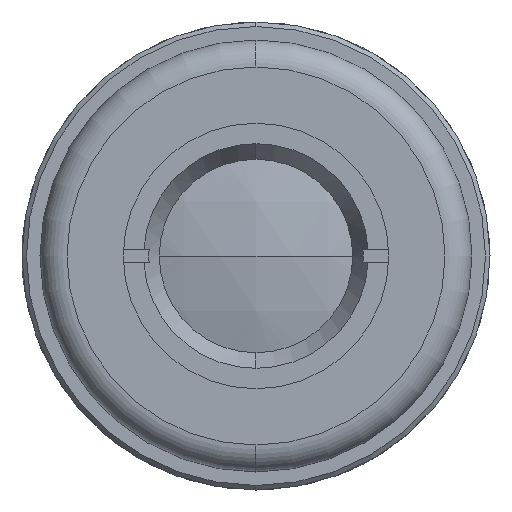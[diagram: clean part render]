
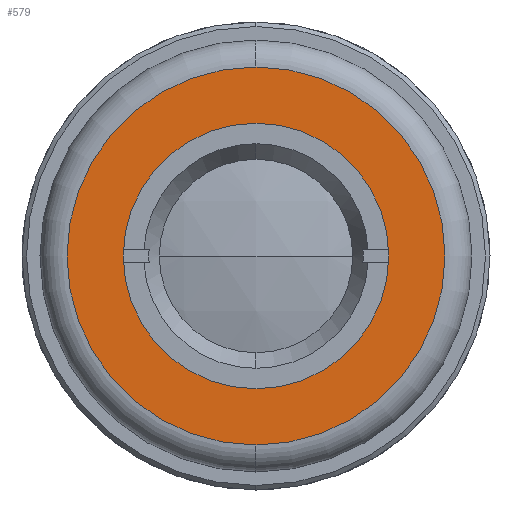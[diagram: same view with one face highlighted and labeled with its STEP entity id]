
A CAD part, left-side view. The second image highlights one B-rep face of the part: STEP entity #579.
In plain terms, the highlighted planar face has unit normal (-1, 0, 0).
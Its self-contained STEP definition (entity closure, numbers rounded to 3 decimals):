
#65 = CIRCLE ( 'NONE', #3104, 21. ) ;
#130 = DIRECTION ( 'NONE',  ( 0., 0., -1. ) ) ;
#162 = AXIS2_PLACEMENT_3D ( 'NONE', #865, #1831, #634 ) ;
#199 = VERTEX_POINT ( 'NONE', #3017 ) ;
#243 = DIRECTION ( 'NONE',  ( -1., 0., 0. ) ) ;
#246 = AXIS2_PLACEMENT_3D ( 'NONE', #2699, #732, #296 ) ;
#296 = DIRECTION ( 'NONE',  ( 0., 0., -1. ) ) ;
#316 = CIRCLE ( 'NONE', #369, 14.75 ) ;
#369 = AXIS2_PLACEMENT_3D ( 'NONE', #2423, #243, #2185 ) ;
#497 = EDGE_CURVE ( 'NONE', #199, #1438, #2380, .T. ) ;
#579 = ADVANCED_FACE ( 'NONE', ( #2304, #2272 ), #2763, .F. ) ;
#592 = DIRECTION ( 'NONE',  ( 1., 0., 0. ) ) ;
#634 = DIRECTION ( 'NONE',  ( 0., 0., 1. ) ) ;
#652 = CARTESIAN_POINT ( 'NONE',  ( -33.9, 0., -21. ) ) ;
#732 = DIRECTION ( 'NONE',  ( -1., 0., 0. ) ) ;
#753 = CARTESIAN_POINT ( 'NONE',  ( -33.9, 0., -14.75 ) ) ;
#841 = ORIENTED_EDGE ( 'NONE', *, *, #1779, .F. ) ;
#865 = CARTESIAN_POINT ( 'NONE',  ( -33.9, 0., 0. ) ) ;
#1100 = CARTESIAN_POINT ( 'NONE',  ( -33.9, 24., 0. ) ) ;
#1246 = ORIENTED_EDGE ( 'NONE', *, *, #1933, .T. ) ;
#1353 = VERTEX_POINT ( 'NONE', #1612 ) ;
#1438 = VERTEX_POINT ( 'NONE', #652 ) ;
#1612 = CARTESIAN_POINT ( 'NONE',  ( -33.9, 0., 14.75 ) ) ;
#1735 = DIRECTION ( 'NONE',  ( 0., 0., -1. ) ) ;
#1752 = DIRECTION ( 'NONE',  ( -1., 0., 0. ) ) ;
#1779 = EDGE_CURVE ( 'NONE', #1353, #1899, #2440, .T. ) ;
#1782 = ORIENTED_EDGE ( 'NONE', *, *, #497, .T. ) ;
#1831 = DIRECTION ( 'NONE',  ( -1., 0., 0. ) ) ;
#1880 = AXIS2_PLACEMENT_3D ( 'NONE', #1100, #592, #130 ) ;
#1899 = VERTEX_POINT ( 'NONE', #753 ) ;
#1933 = EDGE_CURVE ( 'NONE', #1438, #199, #65, .T. ) ;
#1996 = EDGE_LOOP ( 'NONE', ( #1246, #1782 ) ) ;
#1997 = CARTESIAN_POINT ( 'NONE',  ( -33.9, 0., 0. ) ) ;
#2185 = DIRECTION ( 'NONE',  ( 0., 0., 1. ) ) ;
#2272 = FACE_BOUND ( 'NONE', #2731, .T. ) ;
#2304 = FACE_OUTER_BOUND ( 'NONE', #1996, .T. ) ;
#2375 = ORIENTED_EDGE ( 'NONE', *, *, #2502, .F. ) ;
#2380 = CIRCLE ( 'NONE', #246, 21. ) ;
#2423 = CARTESIAN_POINT ( 'NONE',  ( -33.9, 0., 0. ) ) ;
#2440 = CIRCLE ( 'NONE', #162, 14.75 ) ;
#2502 = EDGE_CURVE ( 'NONE', #1899, #1353, #316, .T. ) ;
#2699 = CARTESIAN_POINT ( 'NONE',  ( -33.9, 0., 0. ) ) ;
#2731 = EDGE_LOOP ( 'NONE', ( #841, #2375 ) ) ;
#2763 = PLANE ( 'NONE',  #1880 ) ;
#3017 = CARTESIAN_POINT ( 'NONE',  ( -33.9, 0., 21. ) ) ;
#3104 = AXIS2_PLACEMENT_3D ( 'NONE', #1997, #1752, #1735 ) ;
